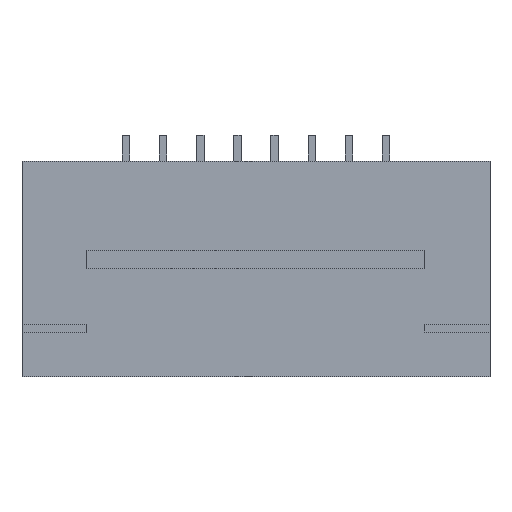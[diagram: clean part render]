
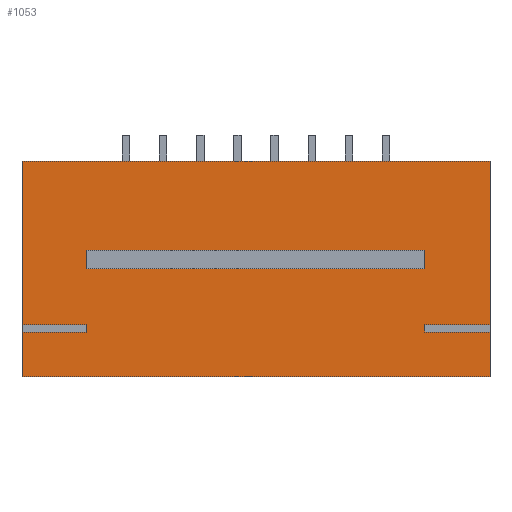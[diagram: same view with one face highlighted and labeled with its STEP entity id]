
A CAD part, top view. The second image highlights one B-rep face of the part: STEP entity #1053.
In plain terms, the highlighted planar face has unit normal (0, 0, 1).
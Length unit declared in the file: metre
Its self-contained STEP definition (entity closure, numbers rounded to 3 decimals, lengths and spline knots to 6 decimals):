
#86=ORIENTED_EDGE('',*,*,#386,.T.);
#87=ORIENTED_EDGE('',*,*,#323,.T.);
#88=ORIENTED_EDGE('',*,*,#372,.T.);
#89=ORIENTED_EDGE('',*,*,#377,.T.);
#90=ORIENTED_EDGE('',*,*,#331,.T.);
#91=ORIENTED_EDGE('',*,*,#366,.T.);
#92=ORIENTED_EDGE('',*,*,#369,.T.);
#93=ORIENTED_EDGE('',*,*,#387,.F.);
#94=ORIENTED_EDGE('',*,*,#388,.T.);
#95=ORIENTED_EDGE('',*,*,#389,.T.);
#96=ORIENTED_EDGE('',*,*,#390,.T.);
#97=ORIENTED_EDGE('',*,*,#391,.T.);
#98=ORIENTED_EDGE('',*,*,#392,.T.);
#99=ORIENTED_EDGE('',*,*,#393,.T.);
#100=ORIENTED_EDGE('',*,*,#380,.T.);
#101=ORIENTED_EDGE('',*,*,#383,.T.);
#323=EDGE_CURVE('',#478,#477,#579,.T.);
#331=EDGE_CURVE('',#486,#485,#587,.T.);
#366=EDGE_CURVE('',#485,#519,#622,.T.);
#369=EDGE_CURVE('',#519,#520,#625,.T.);
#372=EDGE_CURVE('',#477,#522,#628,.T.);
#377=EDGE_CURVE('',#522,#526,#633,.T.);
#380=EDGE_CURVE('',#529,#528,#636,.T.);
#383=EDGE_CURVE('',#528,#486,#639,.T.);
#386=EDGE_CURVE('',#526,#478,#642,.T.);
#387=EDGE_CURVE('',#532,#520,#643,.T.);
#388=EDGE_CURVE('',#532,#533,#644,.T.);
#389=EDGE_CURVE('',#533,#534,#645,.T.);
#390=EDGE_CURVE('',#534,#535,#646,.T.);
#391=EDGE_CURVE('',#535,#536,#647,.T.);
#392=EDGE_CURVE('',#536,#537,#648,.T.);
#393=EDGE_CURVE('',#537,#529,#649,.T.);
#477=VERTEX_POINT('',#1434);
#478=VERTEX_POINT('',#1436);
#485=VERTEX_POINT('',#1451);
#486=VERTEX_POINT('',#1453);
#519=VERTEX_POINT('',#1521);
#520=VERTEX_POINT('',#1526);
#522=VERTEX_POINT('',#1532);
#526=VERTEX_POINT('',#1542);
#528=VERTEX_POINT('',#1548);
#529=VERTEX_POINT('',#1550);
#532=VERTEX_POINT('',#1562);
#533=VERTEX_POINT('',#1564);
#534=VERTEX_POINT('',#1566);
#535=VERTEX_POINT('',#1568);
#536=VERTEX_POINT('',#1570);
#537=VERTEX_POINT('',#1572);
#579=LINE('',#1435,#733);
#587=LINE('',#1452,#741);
#622=LINE('',#1522,#776);
#625=LINE('',#1527,#779);
#628=LINE('',#1533,#782);
#633=LINE('',#1543,#787);
#636=LINE('',#1549,#790);
#639=LINE('',#1555,#793);
#642=LINE('',#1560,#796);
#643=LINE('',#1561,#797);
#644=LINE('',#1563,#798);
#645=LINE('',#1565,#799);
#646=LINE('',#1567,#800);
#647=LINE('',#1569,#801);
#648=LINE('',#1571,#802);
#649=LINE('',#1573,#803);
#733=VECTOR('',#1171,1.);
#741=VECTOR('',#1181,1.);
#776=VECTOR('',#1218,1.);
#779=VECTOR('',#1223,1.);
#782=VECTOR('',#1228,1.);
#787=VECTOR('',#1235,1.);
#790=VECTOR('',#1240,1.);
#793=VECTOR('',#1245,1.);
#796=VECTOR('',#1250,1.);
#797=VECTOR('',#1251,1.);
#798=VECTOR('',#1252,1.);
#799=VECTOR('',#1253,1.);
#800=VECTOR('',#1254,1.);
#801=VECTOR('',#1255,1.);
#802=VECTOR('',#1256,1.);
#803=VECTOR('',#1257,1.);
#892=EDGE_LOOP('',(#86,#87,#88,#89));
#893=EDGE_LOOP('',(#90,#91,#92,#93,#94,#95,#96,#97,#98,#99,#100,#101));
#946=FACE_BOUND('',#892,.T.);
#947=FACE_BOUND('',#893,.T.);
#1000=PLANE('',#1119);
#1053=ADVANCED_FACE('',(#946,#947),#1000,.T.);
#1119=AXIS2_PLACEMENT_3D('',#1559,#1248,#1249);
#1171=DIRECTION('',(0.,1.,0.));
#1181=DIRECTION('',(-1.,0.,0.));
#1218=DIRECTION('',(0.,-1.,0.));
#1223=DIRECTION('',(1.,0.,0.));
#1228=DIRECTION('',(1.,0.,0.));
#1235=DIRECTION('',(0.,-1.,0.));
#1240=DIRECTION('',(1.,0.,0.));
#1245=DIRECTION('',(0.,1.,0.));
#1248=DIRECTION('',(0.,0.,1.));
#1249=DIRECTION('',(1.,0.,0.));
#1250=DIRECTION('',(-1.,0.,0.));
#1251=DIRECTION('',(0.,1.,0.));
#1252=DIRECTION('',(-1.,0.,0.));
#1253=DIRECTION('',(0.,-1.,0.));
#1254=DIRECTION('',(1.,0.,0.));
#1255=DIRECTION('',(0.,1.,0.));
#1256=DIRECTION('',(-1.,0.,0.));
#1257=DIRECTION('',(0.,1.,0.));
#1434=CARTESIAN_POINT('',(-0.00455,0.0034,0.0022));
#1435=CARTESIAN_POINT('',(-0.00455,0.0024,0.0022));
#1436=CARTESIAN_POINT('',(-0.00455,0.0029,0.0022));
#1451=CARTESIAN_POINT('',(-0.0063,0.0058,0.0022));
#1452=CARTESIAN_POINT('',(-0.003,0.0058,0.0022));
#1453=CARTESIAN_POINT('',(0.0063,0.0058,0.0022));
#1521=CARTESIAN_POINT('',(-0.0063,0.0014,0.0022));
#1522=CARTESIAN_POINT('',(-0.0063,0.0036,0.0022));
#1526=CARTESIAN_POINT('',(-0.00455,0.0014,0.0022));
#1527=CARTESIAN_POINT('',(-0.005425,0.0014,0.0022));
#1532=CARTESIAN_POINT('',(0.00455,0.0034,0.0022));
#1533=CARTESIAN_POINT('',(0.,0.0034,0.0022));
#1542=CARTESIAN_POINT('',(0.00455,0.0029,0.0022));
#1543=CARTESIAN_POINT('',(0.00455,0.0024,0.0022));
#1548=CARTESIAN_POINT('',(0.0063,0.0014,0.0022));
#1549=CARTESIAN_POINT('',(0.005425,0.0014,0.0022));
#1550=CARTESIAN_POINT('',(0.00455,0.0014,0.0022));
#1555=CARTESIAN_POINT('',(0.0063,0.0036,0.0022));
#1559=CARTESIAN_POINT('',(0.,0.00395,0.0022));
#1560=CARTESIAN_POINT('',(0.,0.0029,0.0022));
#1561=CARTESIAN_POINT('',(-0.00455,0.0024,0.0022));
#1562=CARTESIAN_POINT('',(-0.00455,0.0012,0.0022));
#1563=CARTESIAN_POINT('',(-0.005425,0.0012,0.0022));
#1564=CARTESIAN_POINT('',(-0.0063,0.0012,0.0022));
#1565=CARTESIAN_POINT('',(-0.0063,0.0006,0.0022));
#1566=CARTESIAN_POINT('',(-0.0063,0.,0.0022));
#1567=CARTESIAN_POINT('',(0.,0.,0.0022));
#1568=CARTESIAN_POINT('',(0.0063,0.,0.0022));
#1569=CARTESIAN_POINT('',(0.0063,0.0006,0.0022));
#1570=CARTESIAN_POINT('',(0.0063,0.0012,0.0022));
#1571=CARTESIAN_POINT('',(0.005425,0.0012,0.0022));
#1572=CARTESIAN_POINT('',(0.00455,0.0012,0.0022));
#1573=CARTESIAN_POINT('',(0.00455,0.00205,0.0022));
